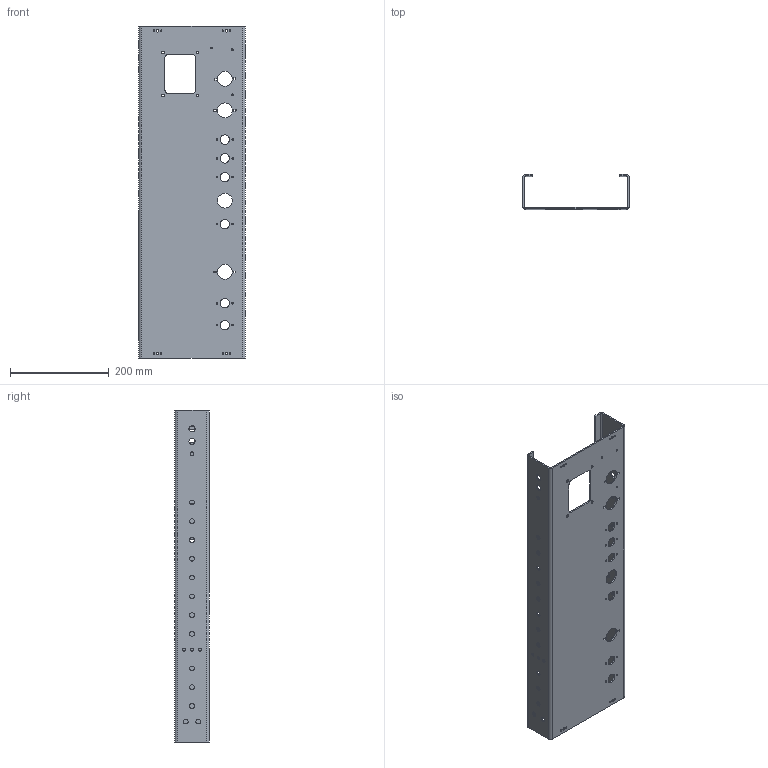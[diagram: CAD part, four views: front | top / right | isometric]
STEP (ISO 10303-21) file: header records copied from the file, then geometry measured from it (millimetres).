
FILE_DESCRIPTION(/* description */ (''),/* implementation_level */ '2;1');
FILE_NAME(/* name */ 'main chassis 3mm.stp',/* time_stamp */ '2018-11-28T15:55:07-05:00',/* author */ ('RCCol'),/* organization */ (''),/* preprocessor_version */ 'ST-DEVELOPER v16.13',/* originating_system */ 'Autodesk Inventor 2018',/* authorisation */ '');
FILE_SCHEMA (('AUTOMOTIVE_DESIGN { 1 0 10303 214 3 1 1 }'));
Length unit declared in the file: inch
Products named in the file (1): main chassis 3mm
Bounding box: 215.9 x 69.85 x 673.1 mm (x, y, z)
Volume: 715801.7 mm3; surface area: 491601.9 mm2
Topology: 1 solids, 1 shells, 191 faces, 535 edges, 346 vertices
Faces by surface type: cylinder 119, plane 72
Full cylindrical faces by diameter (mm): 3.175 x8, 3.302 x17, 5.334 x4, 5.563 x4, 6.35 x3, 6.401 x2, 6.477 x3, 7.925 x1, 9.525 x27, 19.05 x6, 30 x1, 30.2 x3
Entity records: 6217 total; most frequent: DIRECTION 1078, CARTESIAN_POINT 994, ORIENTED_EDGE 912, EDGE_CURVE 456, EDGE_LOOP 450, AXIS2_PLACEMENT_3D 430, VERTEX_POINT 346, FACE_BOUND 259
